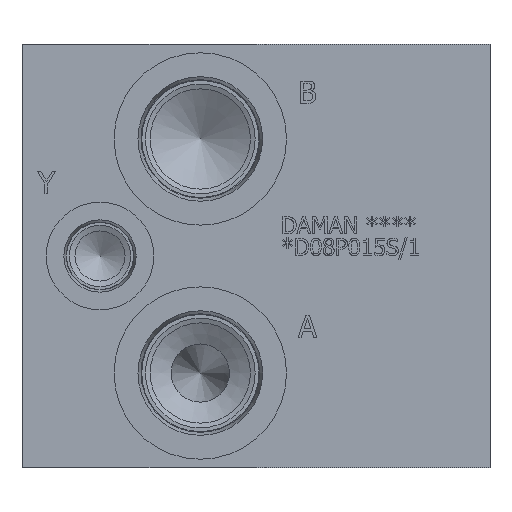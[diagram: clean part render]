
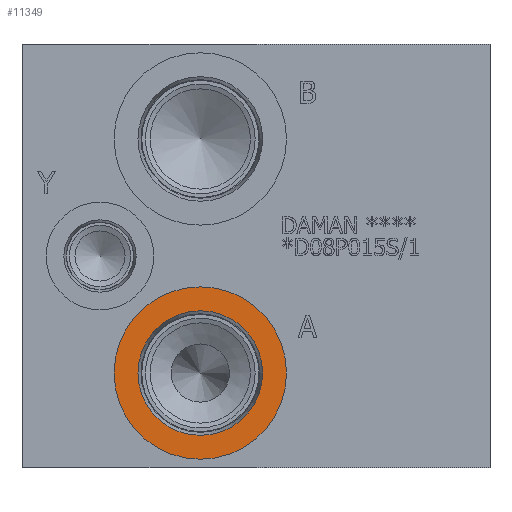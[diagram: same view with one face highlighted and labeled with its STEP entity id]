
A CAD part, front view. The second image highlights one B-rep face of the part: STEP entity #11349.
In plain terms, the highlighted planar face has unit normal (0, -1, 0).
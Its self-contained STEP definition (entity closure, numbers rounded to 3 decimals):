
#282=CIRCLE('',#11972,24.562);
#283=CIRCLE('',#11973,24.562);
#284=CIRCLE('',#11974,17.755);
#460=FACE_BOUND('',#2050,.T.);
#1391=FACE_OUTER_BOUND('',#2049,.T.);
#2049=EDGE_LOOP('',(#9681,#9682));
#2050=EDGE_LOOP('',(#9683));
#5220=VERTEX_POINT('',#19197);
#5221=VERTEX_POINT('',#19198);
#5222=VERTEX_POINT('',#19201);
#6753=EDGE_CURVE('',#5220,#5221,#282,.T.);
#6754=EDGE_CURVE('',#5221,#5220,#283,.T.);
#6755=EDGE_CURVE('',#5222,#5222,#284,.T.);
#9681=ORIENTED_EDGE('',*,*,#6753,.T.);
#9682=ORIENTED_EDGE('',*,*,#6754,.T.);
#9683=ORIENTED_EDGE('',*,*,#6755,.F.);
#10389=PLANE('',#11971);
#11349=ADVANCED_FACE('',(#1391,#460),#10389,.T.);
#11971=AXIS2_PLACEMENT_3D('',#19196,#14234,#14235);
#11972=AXIS2_PLACEMENT_3D('',#19199,#14236,#14237);
#11973=AXIS2_PLACEMENT_3D('',#19200,#14238,#14239);
#11974=AXIS2_PLACEMENT_3D('',#19202,#14240,#14241);
#14234=DIRECTION('center_axis',(0.,-1.,0.));
#14235=DIRECTION('ref_axis',(1.,0.,0.));
#14236=DIRECTION('center_axis',(0.,-1.,0.));
#14237=DIRECTION('ref_axis',(1.,0.,0.));
#14238=DIRECTION('center_axis',(0.,-1.,0.));
#14239=DIRECTION('ref_axis',(1.,0.,0.));
#14240=DIRECTION('center_axis',(0.,-1.,0.));
#14241=DIRECTION('ref_axis',(1.,0.,0.));
#19196=CARTESIAN_POINT('Origin',(50.8,0.787,26.975));
#19197=CARTESIAN_POINT('',(75.362,0.787,26.975));
#19198=CARTESIAN_POINT('',(26.238,0.787,26.975));
#19199=CARTESIAN_POINT('Origin',(50.8,0.787,26.975));
#19200=CARTESIAN_POINT('Origin',(50.8,0.787,26.975));
#19201=CARTESIAN_POINT('',(33.045,0.787,26.975));
#19202=CARTESIAN_POINT('Origin',(50.8,0.787,26.975));
